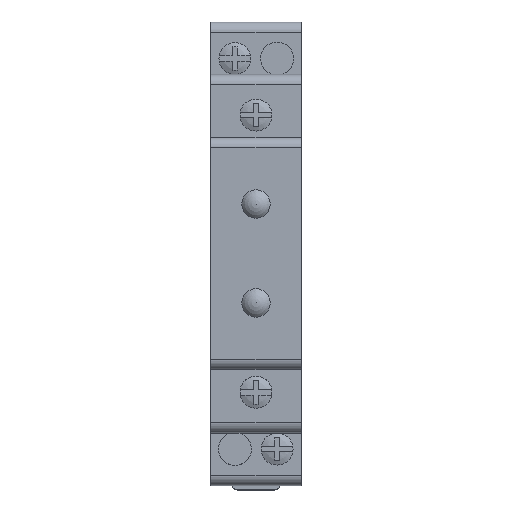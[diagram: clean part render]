
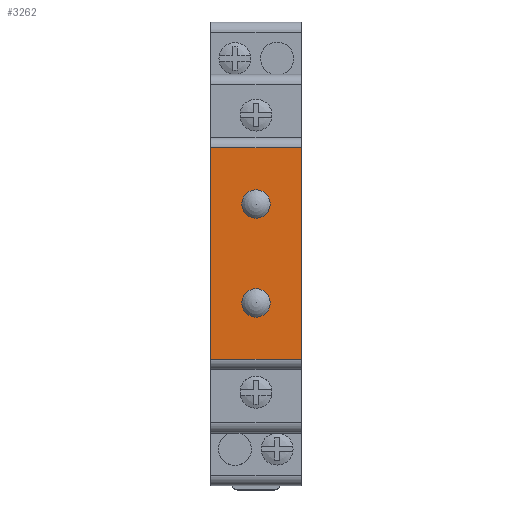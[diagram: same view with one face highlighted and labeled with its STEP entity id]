
A CAD part, top view. The second image highlights one B-rep face of the part: STEP entity #3262.
In plain terms, the highlighted planar face has unit normal (0, 0, 1).
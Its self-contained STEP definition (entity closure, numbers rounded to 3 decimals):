
#96=CIRCLE('',#3473,2.75);
#97=CIRCLE('',#3474,2.75);
#316=ORIENTED_EDGE('',*,*,#1286,.F.);
#317=ORIENTED_EDGE('',*,*,#1287,.F.);
#318=ORIENTED_EDGE('',*,*,#1288,.T.);
#319=ORIENTED_EDGE('',*,*,#1289,.F.);
#320=ORIENTED_EDGE('',*,*,#1290,.F.);
#321=ORIENTED_EDGE('',*,*,#1291,.T.);
#1286=EDGE_CURVE('',#1770,#1770,#96,.F.);
#1287=EDGE_CURVE('',#1771,#1771,#97,.F.);
#1288=EDGE_CURVE('',#1772,#1773,#2094,.T.);
#1289=EDGE_CURVE('',#1774,#1773,#2095,.T.);
#1290=EDGE_CURVE('',#1775,#1774,#2096,.T.);
#1291=EDGE_CURVE('',#1775,#1772,#2097,.T.);
#1770=VERTEX_POINT('',#4944);
#1771=VERTEX_POINT('',#4946);
#1772=VERTEX_POINT('',#4948);
#1773=VERTEX_POINT('',#4949);
#1774=VERTEX_POINT('',#4951);
#1775=VERTEX_POINT('',#4953);
#2094=LINE('',#4947,#2422);
#2095=LINE('',#4950,#2423);
#2096=LINE('',#4952,#2424);
#2097=LINE('',#4954,#2425);
#2422=VECTOR('',#3896,1000.);
#2423=VECTOR('',#3897,1000.);
#2424=VECTOR('',#3898,1000.);
#2425=VECTOR('',#3899,1000.);
#2691=EDGE_LOOP('',(#316));
#2692=EDGE_LOOP('',(#317));
#2693=EDGE_LOOP('',(#318,#319,#320,#321));
#2913=FACE_BOUND('',#2691,.T.);
#2914=FACE_BOUND('',#2692,.T.);
#2915=FACE_BOUND('',#2693,.T.);
#3131=PLANE('',#3472);
#3262=ADVANCED_FACE('',(#2913,#2914,#2915),#3131,.F.);
#3472=AXIS2_PLACEMENT_3D('',#4942,#3890,#3891);
#3473=AXIS2_PLACEMENT_3D('',#4943,#3892,#3893);
#3474=AXIS2_PLACEMENT_3D('',#4945,#3894,#3895);
#3890=DIRECTION('',(0.,0.,-1.));
#3891=DIRECTION('',(-1.,0.,0.));
#3892=DIRECTION('',(0.,0.,-1.));
#3893=DIRECTION('',(-1.,0.,0.));
#3894=DIRECTION('',(0.,0.,-1.));
#3895=DIRECTION('',(-1.,0.,0.));
#3896=DIRECTION('',(0.,-1.,0.));
#3897=DIRECTION('',(-1.,0.,0.));
#3898=DIRECTION('',(0.,-1.,0.));
#3899=DIRECTION('',(-1.,0.,0.));
#4942=CARTESIAN_POINT('',(17.6,65.5,65.5));
#4943=CARTESIAN_POINT('',(8.8,54.6,65.5));
#4944=CARTESIAN_POINT('',(6.05,54.6,65.5));
#4945=CARTESIAN_POINT('',(8.8,35.4,65.5));
#4946=CARTESIAN_POINT('',(6.05,35.4,65.5));
#4947=CARTESIAN_POINT('',(0.,65.5,65.5));
#4948=CARTESIAN_POINT('',(0.,65.5,65.5));
#4949=CARTESIAN_POINT('',(0.,24.5,65.5));
#4950=CARTESIAN_POINT('',(17.6,24.5,65.5));
#4951=CARTESIAN_POINT('',(17.6,24.5,65.5));
#4952=CARTESIAN_POINT('',(17.6,65.5,65.5));
#4953=CARTESIAN_POINT('',(17.6,65.5,65.5));
#4954=CARTESIAN_POINT('',(17.6,65.5,65.5));
